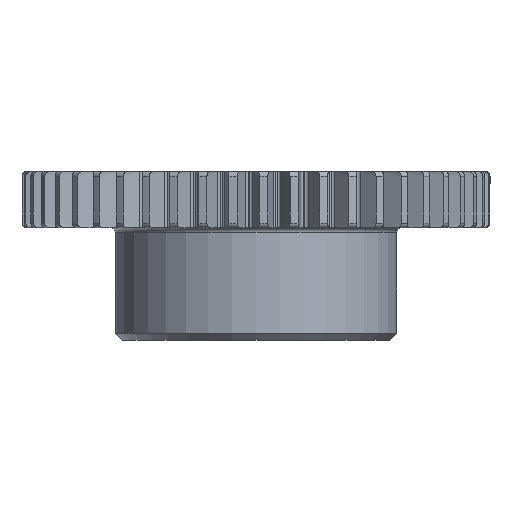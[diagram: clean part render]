
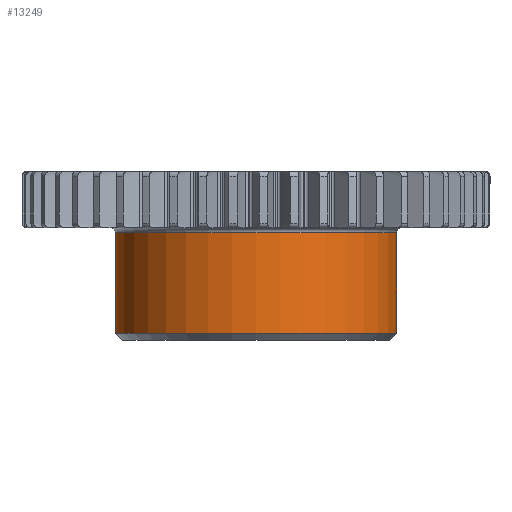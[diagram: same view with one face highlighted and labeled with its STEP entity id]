
A CAD part, front view. The second image highlights one B-rep face of the part: STEP entity #13249.
In plain terms, the highlighted cylindrical face has radius 7.938 mm (diameter 15.875 mm), a partial arc.
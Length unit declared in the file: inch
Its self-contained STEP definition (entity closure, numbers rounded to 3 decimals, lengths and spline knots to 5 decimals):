
#151 = LINE ( 'NONE', #7697, #157 ) ;
#156 = CIRCLE ( 'NONE', #6942, 0.3125 ) ;
#157 = VECTOR ( 'NONE', #7699, 39.37008 ) ;
#483 = CIRCLE ( 'NONE', #7245, 0.3125 ) ;
#2220 = VERTEX_POINT ( 'NONE', #7722 ) ;
#2232 = VERTEX_POINT ( 'NONE', #7673 ) ;
#2236 = VERTEX_POINT ( 'NONE', #7674 ) ;
#2377 = VERTEX_POINT ( 'NONE', #7516 ) ;
#2780 = AXIS2_PLACEMENT_3D ( 'NONE', #8673, #8677, #8680 ) ;
#3238 = ORIENTED_EDGE ( 'NONE', *, *, #6220, .F. ) ;
#3239 = ORIENTED_EDGE ( 'NONE', *, *, #6735, .T. ) ;
#3240 = ORIENTED_EDGE ( 'NONE', *, *, #14151, .T. ) ;
#3241 = ORIENTED_EDGE ( 'NONE', *, *, #6218, .T. ) ;
#5344 = FACE_OUTER_BOUND ( 'NONE', #14173, .T. ) ;
#5351 = CYLINDRICAL_SURFACE ( 'NONE', #2780, 0.3125 ) ;
#5998 = LINE ( 'NONE', #6155, #6000 ) ;
#6000 = VECTOR ( 'NONE', #6156, 39.37008 ) ;
#6155 = CARTESIAN_POINT ( 'NONE',  ( 0.3125, 0., -0.125 ) ) ;
#6156 = DIRECTION ( 'NONE',  ( 0., 0., 1. ) ) ;
#6218 = EDGE_CURVE ( 'NONE', #2220, #2377, #156, .T. ) ;
#6220 = EDGE_CURVE ( 'NONE', #2236, #2377, #151, .T. ) ;
#6735 = EDGE_CURVE ( 'NONE', #2236, #2232, #483, .T. ) ;
#6942 = AXIS2_PLACEMENT_3D ( 'NONE', #7727, #7712, #7702 ) ;
#7245 = AXIS2_PLACEMENT_3D ( 'NONE', #10852, #10853, #10854 ) ;
#7516 = CARTESIAN_POINT ( 'NONE',  ( -0.3125, 0., -0.1354 ) ) ;
#7673 = CARTESIAN_POINT ( 'NONE',  ( 0.3125, 0., -0.35938 ) ) ;
#7674 = CARTESIAN_POINT ( 'NONE',  ( -0.3125, 0., -0.35938 ) ) ;
#7697 = CARTESIAN_POINT ( 'NONE',  ( -0.3125, 0., -0.125 ) ) ;
#7699 = DIRECTION ( 'NONE',  ( 0., 0., 1. ) ) ;
#7702 = DIRECTION ( 'NONE',  ( 1., 0., 0. ) ) ;
#7712 = DIRECTION ( 'NONE',  ( 0., 0., -1. ) ) ;
#7722 = CARTESIAN_POINT ( 'NONE',  ( 0.3125, 0., -0.1354 ) ) ;
#7727 = CARTESIAN_POINT ( 'NONE',  ( 0., 0., -0.1354 ) ) ;
#8673 = CARTESIAN_POINT ( 'NONE',  ( 0., 0., -0.125 ) ) ;
#8677 = DIRECTION ( 'NONE',  ( 0., 0., 1. ) ) ;
#8680 = DIRECTION ( 'NONE',  ( 1., 0., 0. ) ) ;
#10852 = CARTESIAN_POINT ( 'NONE',  ( 0., 0., -0.35938 ) ) ;
#10853 = DIRECTION ( 'NONE',  ( 0., 0., 1. ) ) ;
#10854 = DIRECTION ( 'NONE',  ( 1., 0., 0. ) ) ;
#13249 = ADVANCED_FACE ( 'NONE', ( #5344 ), #5351, .T. ) ;
#14151 = EDGE_CURVE ( 'NONE', #2232, #2220, #5998, .T. ) ;
#14173 = EDGE_LOOP ( 'NONE', ( #3238, #3239, #3240, #3241 ) ) ;
